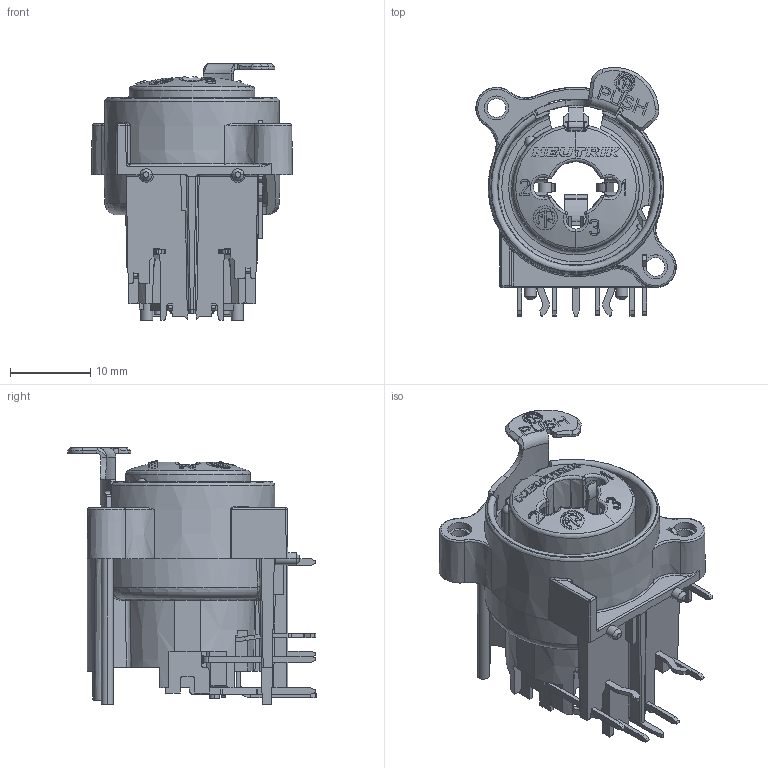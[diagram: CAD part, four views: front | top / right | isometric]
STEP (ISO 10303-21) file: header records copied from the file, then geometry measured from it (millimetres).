
FILE_DESCRIPTION((''),'2;1');
FILE_NAME('NCJ6FA-H-DA','2024-06-24T10:56:15',('phk'),(''),'CREO PARAMETRIC BY PTC INC, 2023424','CREO PARAMETRIC BY PTC INC, 2023424','');
FILE_SCHEMA(('AUTOMOTIVE_DESIGN { 1 0 10303 214 1 1 1 1 }'));
Length unit declared in the file: millimetre
Products named in the file (1): NCJ6FA-H-DA
Bounding box: 25 x 31 x 32 mm (x, y, z)
Volume: 4856 mm3; surface area: 9384.4 mm2
Topology: 1 solids, 1 shells, 1957 faces, 5340 edges, 3334 vertices
Faces by surface type: plane 1187, cylinder 435, bspline 210, cone 42, torus 41, sphere 38, extrusion 4
Entity records: 79740 total; most frequent: CARTESIAN_POINT 22496, ORIENTED_EDGE 10670, DIRECTION 9161, EDGE_CURVE 5335, VERTEX_POINT 3334, VECTOR 3317, LINE 3313, AXIS2_PLACEMENT_3D 2922
